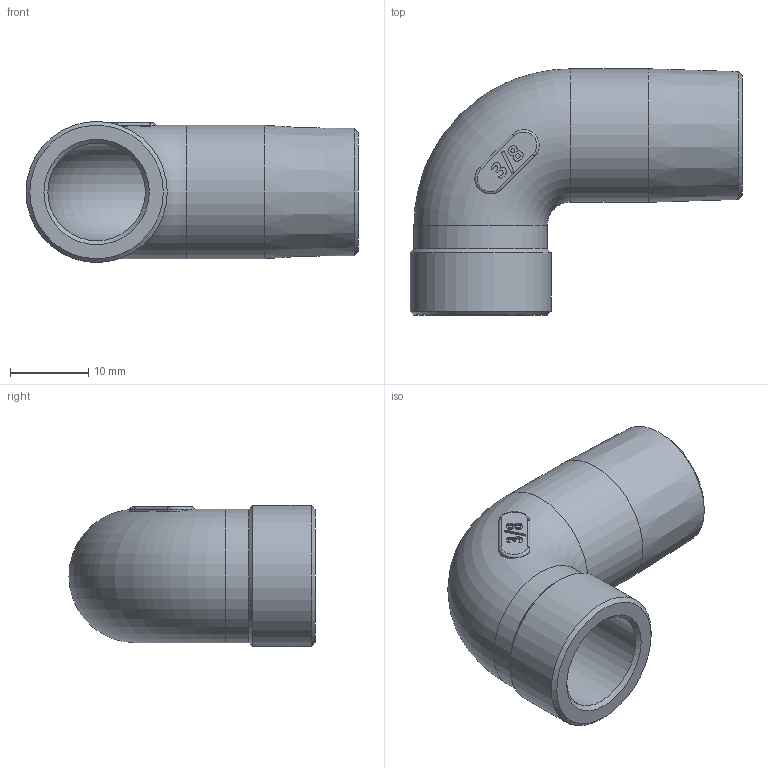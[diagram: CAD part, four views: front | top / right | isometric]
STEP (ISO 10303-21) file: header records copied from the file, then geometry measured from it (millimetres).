
FILE_DESCRIPTION(/* description */ ('Unknown'),/* implementation_level */ '2;1');
FILE_NAME(/* name */ 'R-304-DN10',/* time_stamp */ '2020-10-06T15:40:22+08:00',/* author */ ('Unknown'),/* organization */ ('Unknown'),/* preprocessor_version */ 'ST-DEVELOPER v16.7',/* originating_system */ 'DEX',/* authorisation */ $);
FILE_SCHEMA (('AUTOMOTIVE_DESIGN {1 0 10303 214 3 1 1}'));
Length unit declared in the file: millimetre
Products named in the file (1): R-304-DN10
Bounding box: 42.55 x 31.55 x 18.1 mm (x, y, z)
Volume: 5614.9 mm3; surface area: 5008.7 mm2
Topology: 1 solids, 1 shells, 70 faces, 178 edges, 115 vertices
Faces by surface type: bspline 36, plane 14, cylinder 11, cone 5, torus 4
Full cylindrical faces by diameter (mm): 12.5 x2, 17.1 x2, 18.1 x1
Entity records: 2478 total; most frequent: CARTESIAN_POINT 1095, ORIENTED_EDGE 316, DIRECTION 174, EDGE_CURVE 158, VERTEX_POINT 108, EDGE_LOOP 90, FACE_BOUND 90, B_SPLINE_CURVE_WITH_KNOTS 78
